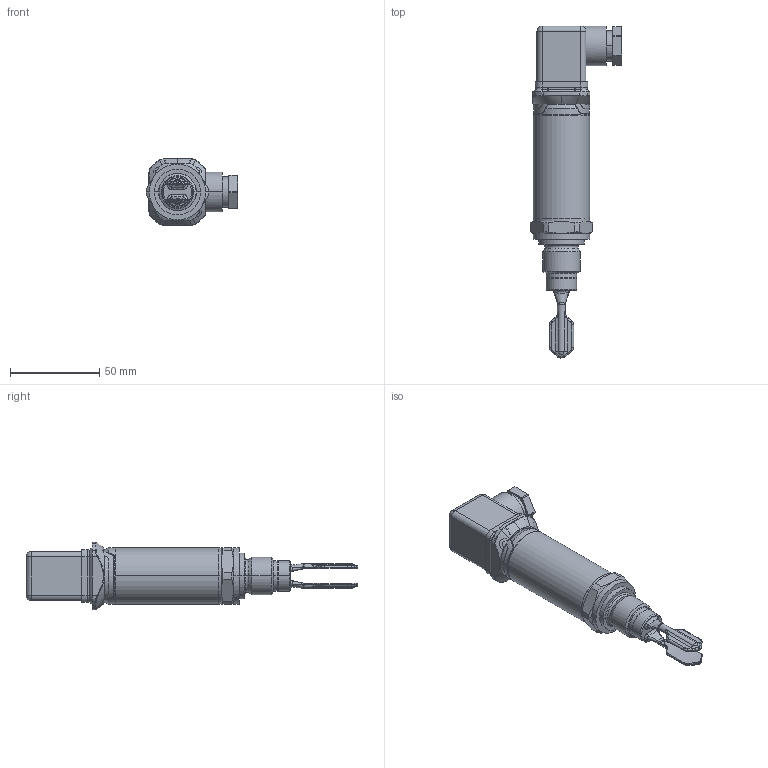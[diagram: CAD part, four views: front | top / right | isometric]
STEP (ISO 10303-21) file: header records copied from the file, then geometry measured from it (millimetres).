
FILE_DESCRIPTION((''),'2;1');
FILE_NAME('DM_CAD-2261_ASM','2016-04-04T',('Creinig-se'),(''),'PRO/ENGINEER BY PARAMETRIC TECHNOLOGY CORPORATION, 2015440','PRO/ENGINEER BY PARAMETRIC TECHNOLOGY CORPORATION, 2015440','');
FILE_SCHEMA(('CONFIG_CONTROL_DESIGN'));
Length unit declared in the file: millimetre
Products named in the file (6): DM_CAD-2248_A7_GABEL; DM_CAD-2257_ANSCHLUSS_G1_A; DM_CAD-2258_TEMPERATUR_B; DM_CAD-2260_PN_PS_PU_KAPPE; DM_CAD-2260_PN_PS_PU; DM_CAD-2261_ASM
Assembly tree (5 placements, depth 2):
  DM_CAD-2261_ASM
    DM_CAD-2248_A7_GABEL
    DM_CAD-2257_ANSCHLUSS_G1_A
    DM_CAD-2258_TEMPERATUR_B
    DM_CAD-2260_PN_PS_PU_KAPPE
    DM_CAD-2260_PN_PS_PU
Bounding box: 51.2 x 186.35 x 37.95 mm (x, y, z)
Volume: 111815.3 mm3; surface area: 28899.1 mm2
Topology: 5 solids, 5 shells, 905 faces, 2354 edges, 1433 vertices
Faces by surface type: cylinder 299, plane 268, bspline 182, torus 66, cone 46, sphere 32, extrusion 12
Entity records: 46067 total; most frequent: CARTESIAN_POINT 17925, ORIENTED_EDGE 4644, DIRECTION 3746, PRESENTATION_STYLE_ASSIGNMENT 2382, STYLED_ITEM 2337, CURVE_STYLE 2332, EDGE_CURVE 2322, VERTEX_POINT 1452
